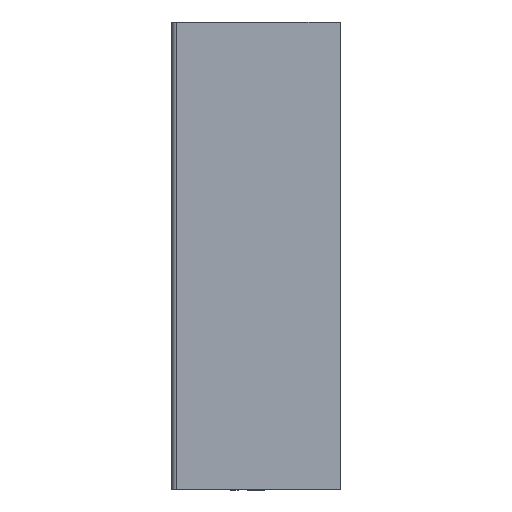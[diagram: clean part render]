
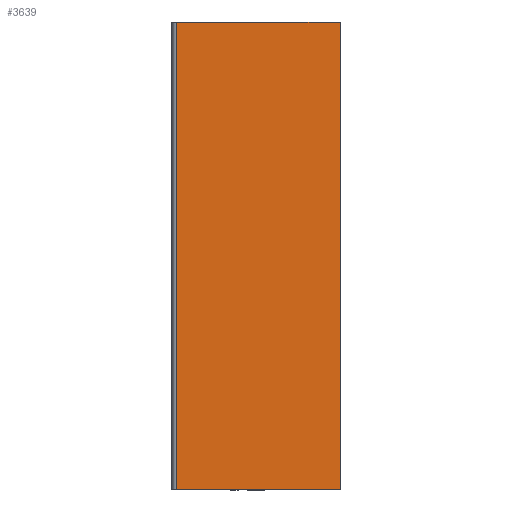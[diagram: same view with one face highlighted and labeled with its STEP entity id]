
A CAD part, top view. The second image highlights one B-rep face of the part: STEP entity #3639.
In plain terms, the highlighted planar face has unit normal (0, 0, 1).
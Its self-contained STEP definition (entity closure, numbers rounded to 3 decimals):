
#783=ORIENTED_EDGE('',*,*,#1236,.F.);
#784=ORIENTED_EDGE('',*,*,#1330,.T.);
#785=ORIENTED_EDGE('',*,*,#1054,.T.);
#786=ORIENTED_EDGE('',*,*,#1331,.T.);
#1054=EDGE_CURVE('',#1422,#1421,#1712,.T.);
#1236=EDGE_CURVE('',#1602,#1603,#1802,.T.);
#1330=EDGE_CURVE('',#1602,#1422,#1895,.F.);
#1331=EDGE_CURVE('',#1421,#1603,#1896,.T.);
#1421=VERTEX_POINT('',#4885);
#1422=VERTEX_POINT('',#4887);
#1602=VERTEX_POINT('',#5249);
#1603=VERTEX_POINT('',#5251);
#1712=LINE('',#4886,#2015);
#1802=LINE('',#5250,#2105);
#1895=LINE('',#5418,#2198);
#1896=LINE('',#5419,#2199);
#2015=VECTOR('',#4082,1000.);
#2105=VECTOR('',#4358,1000.);
#2198=VECTOR('',#4579,1000.);
#2199=VECTOR('',#4580,1000.);
#2314=EDGE_LOOP('',(#783,#784,#785,#786));
#2451=FACE_BOUND('',#2314,.T.);
#2568=PLANE('',#3875);
#3639=ADVANCED_FACE('',(#2451),#2568,.T.);
#3875=AXIS2_PLACEMENT_3D('',#5417,#4577,#4578);
#4082=DIRECTION('',(1.,0.,0.));
#4358=DIRECTION('',(1.,0.,0.));
#4577=DIRECTION('',(0.,0.,1.));
#4578=DIRECTION('',(1.,0.,0.));
#4579=DIRECTION('',(0.,1.,0.));
#4580=DIRECTION('',(0.,1.,0.));
#4885=CARTESIAN_POINT('',(18.,-25.,38.));
#4886=CARTESIAN_POINT('',(0.,-25.,38.));
#4887=CARTESIAN_POINT('',(0.492,-25.,38.));
#5249=CARTESIAN_POINT('',(0.492,25.,38.));
#5250=CARTESIAN_POINT('',(0.,25.,38.));
#5251=CARTESIAN_POINT('',(18.,25.,38.));
#5417=CARTESIAN_POINT('',(0.,-25.,38.));
#5418=CARTESIAN_POINT('',(0.492,-25.,38.));
#5419=CARTESIAN_POINT('',(18.,-25.,38.));
